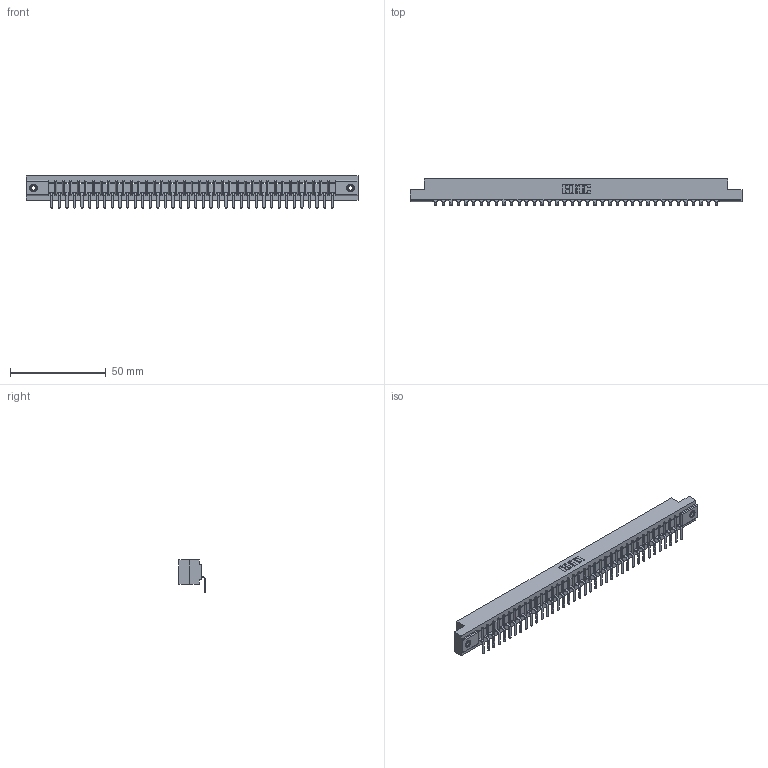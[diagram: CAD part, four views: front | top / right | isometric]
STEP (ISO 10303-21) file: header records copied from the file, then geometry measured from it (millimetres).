
FILE_DESCRIPTION (( 'STEP AP203' ), '1' );
FILE_NAME ('357-038-559-108.STEP', '2022-07-12T20:13:51', ( '' ), ( '' ), 'SwSTEP 2.0', 'SolidWorks 2020', '' );
FILE_SCHEMA (( 'CONFIG_CONTROL_DESIGN' ));
Length unit declared in the file: inch
Products named in the file (4): 357-038-559-108; 307 Part_.156 Dia Mounting Holes; 345-250-001_345-250-003-102; 307-290-001_558 559 - 1 (Single)
Assembly tree (41 placements, depth 2):
  357-038-559-108
    307 Part_.156 Dia Mounting Holes
    307-290-001_558 559 - 1 (Single)  x38
    345-250-001_345-250-003-102  x2
Bounding box: 173.58 x 13.7 x 16.8 mm (x, y, z)
Volume: 18011.5 mm3; surface area: 19148.5 mm2
Topology: 41 solids, 41 shells, 2497 faces, 7071 edges, 4550 vertices
Faces by surface type: plane 1584, cylinder 819, sphere 78, cone 12, torus 4
Entity records: 34359 total; most frequent: CARTESIAN_POINT 5767, ORIENTED_EDGE 5746, DIRECTION 5621, EDGE_CURVE 2873, VECTOR 2201, LINE 2201, VERTEX_POINT 1856, AXIS2_PLACEMENT_3D 1710
